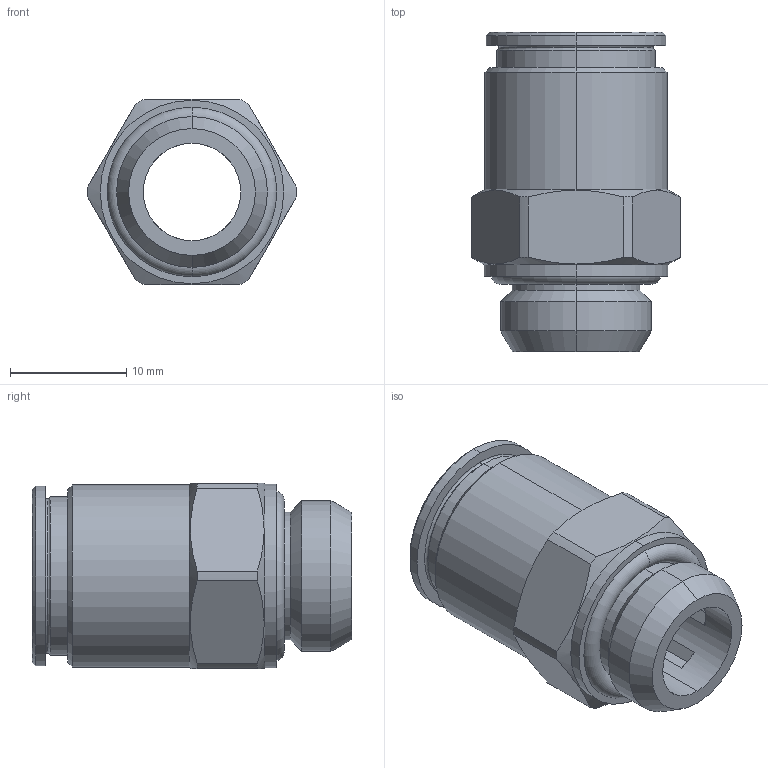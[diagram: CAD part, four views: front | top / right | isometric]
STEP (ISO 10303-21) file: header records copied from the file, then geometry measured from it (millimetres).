
FILE_DESCRIPTION (( 'STEP AP203' ), '1' );
FILE_NAME ('X0020052.STEP', '2016-12-07T07:57:31', ( '' ), ( '' ), 'SwSTEP 2.0', 'SolidWorks 2015', '' );
FILE_SCHEMA (( 'CONFIG_CONTROL_DESIGN' ));
Length unit declared in the file: millimetre
Products named in the file (1): X0020052
Bounding box: 18 x 27.55 x 16 mm (x, y, z)
Volume: 2917.8 mm3; surface area: 2556.1 mm2
Topology: 1 solids, 1 shells, 76 faces, 186 edges, 116 vertices
Faces by surface type: plane 30, cylinder 22, cone 16, torus 8
Entity records: 2439 total; most frequent: CARTESIAN_POINT 551, DIRECTION 396, ORIENTED_EDGE 372, EDGE_CURVE 186, AXIS2_PLACEMENT_3D 161, VERTEX_POINT 116, CIRCLE 84, EDGE_LOOP 82
